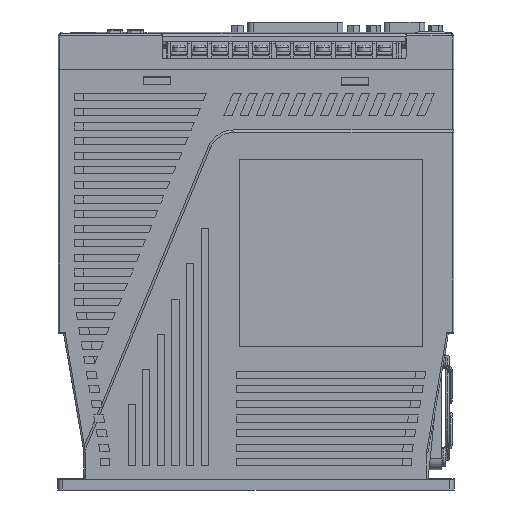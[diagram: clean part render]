
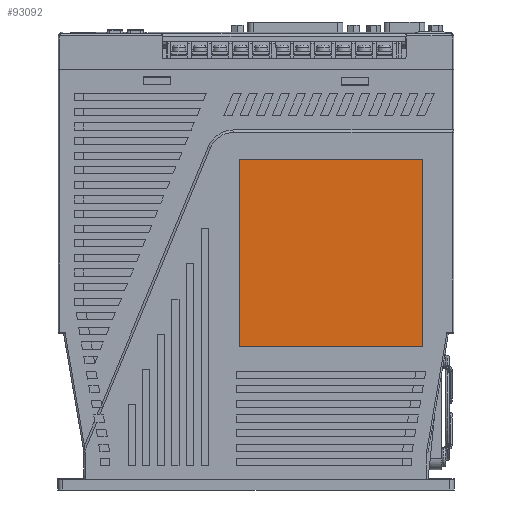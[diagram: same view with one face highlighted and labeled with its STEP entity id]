
A CAD part, front view. The second image highlights one B-rep face of the part: STEP entity #93092.
In plain terms, the highlighted planar face has unit normal (0, -1, 0).
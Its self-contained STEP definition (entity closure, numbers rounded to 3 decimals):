
#29090=DIRECTION('',(0.,0.,1.));
#29091=VECTOR('',#29090,75.6);
#29092=CARTESIAN_POINT('',(-6.8,-17.3,-16.));
#29093=LINE('',#29092,#29091);
#29094=DIRECTION('',(1.,0.,0.));
#29095=VECTOR('',#29094,74.);
#29096=CARTESIAN_POINT('',(-6.8,-17.3,59.6));
#29097=LINE('',#29096,#29095);
#29098=DIRECTION('',(0.,0.,-1.));
#29099=VECTOR('',#29098,75.6);
#29100=CARTESIAN_POINT('',(67.2,-17.3,59.6));
#29101=LINE('',#29100,#29099);
#29102=DIRECTION('',(-1.,0.,0.));
#29103=VECTOR('',#29102,74.);
#29104=CARTESIAN_POINT('',(67.2,-17.3,-16.));
#29105=LINE('',#29104,#29103);
#45547=CARTESIAN_POINT('',(-6.8,-17.3,59.6));
#45548=VERTEX_POINT('',#45547);
#45549=CARTESIAN_POINT('',(-6.8,-17.3,-16.));
#45550=VERTEX_POINT('',#45549);
#45551=CARTESIAN_POINT('',(67.2,-17.3,59.6));
#45552=VERTEX_POINT('',#45551);
#45553=CARTESIAN_POINT('',(67.2,-17.3,-16.));
#45554=VERTEX_POINT('',#45553);
#93081=CARTESIAN_POINT('',(0.,-17.3,0.));
#93082=DIRECTION('',(0.,-1.,0.));
#93083=DIRECTION('',(1.,0.,0.));
#93084=AXIS2_PLACEMENT_3D('',#93081,#93082,#93083);
#93085=PLANE('',#93084);
#93086=ORIENTED_EDGE('',*,*,#93033,.T.);
#93087=ORIENTED_EDGE('',*,*,#93048,.T.);
#93088=ORIENTED_EDGE('',*,*,#93062,.T.);
#93089=ORIENTED_EDGE('',*,*,#93075,.T.);
#93090=EDGE_LOOP('',(#93086,#93087,#93088,#93089));
#93091=FACE_OUTER_BOUND('',#93090,.F.);
#93092=ADVANCED_FACE('',(#93091),#93085,.T.);
#93033=EDGE_CURVE('',#45550,#45548,#29093,.T.);
#93048=EDGE_CURVE('',#45548,#45552,#29097,.T.);
#93062=EDGE_CURVE('',#45552,#45554,#29101,.T.);
#93075=EDGE_CURVE('',#45554,#45550,#29105,.T.);
